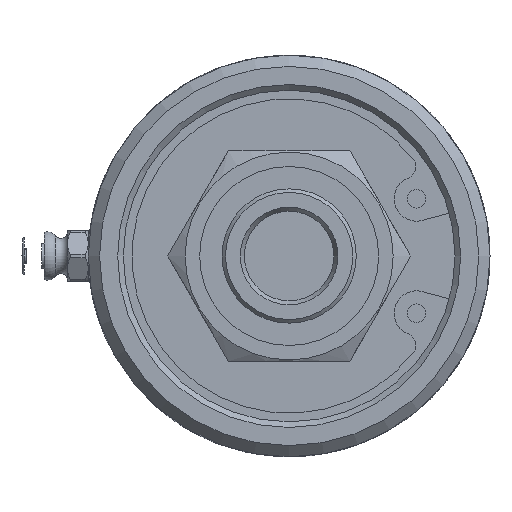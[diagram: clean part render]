
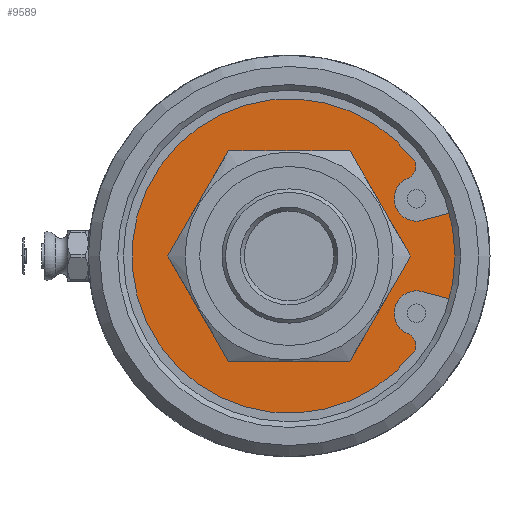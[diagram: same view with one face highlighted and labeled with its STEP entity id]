
A CAD part, left-side view. The second image highlights one B-rep face of the part: STEP entity #9589.
In plain terms, the highlighted planar face has unit normal (-1, 0, 0).
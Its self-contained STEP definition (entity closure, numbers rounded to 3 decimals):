
#427=FACE_BOUND('',#2023,.T.);
#1453=FACE_OUTER_BOUND('',#2022,.T.);
#2022=EDGE_LOOP('',(#7161,#7162,#7163,#7164,#7165,#7166,#7167,#7168));
#2023=EDGE_LOOP('',(#7169,#7170));
#2484=CIRCLE('',#10046,22.303);
#2486=CIRCLE('',#10049,1.758);
#2488=CIRCLE('',#10052,3.17);
#2490=CIRCLE('',#10056,1.758);
#2492=CIRCLE('',#10059,3.17);
#2575=CIRCLE('',#10207,13.9);
#2576=CIRCLE('',#10208,13.9);
#2653=CIRCLE('',#10347,25.375);
#2947=LINE('',#13106,#3423);
#2955=LINE('',#13129,#3431);
#3423=VECTOR('',#10918,10.);
#3431=VECTOR('',#10940,10.);
#3907=VERTEX_POINT('',#13085);
#3908=VERTEX_POINT('',#13087);
#3910=VERTEX_POINT('',#13093);
#3912=VERTEX_POINT('',#13099);
#3914=VERTEX_POINT('',#13105);
#3917=VERTEX_POINT('',#13113);
#3919=VERTEX_POINT('',#13119);
#3922=VERTEX_POINT('',#13127);
#4057=VERTEX_POINT('',#13799);
#4058=VERTEX_POINT('',#13800);
#4898=EDGE_CURVE('',#3908,#3907,#2484,.T.);
#4901=EDGE_CURVE('',#3910,#3908,#2486,.T.);
#4904=EDGE_CURVE('',#3912,#3910,#2488,.T.);
#4907=EDGE_CURVE('',#3914,#3912,#2947,.T.);
#4912=EDGE_CURVE('',#3907,#3917,#2490,.T.);
#4915=EDGE_CURVE('',#3917,#3919,#2492,.T.);
#4919=EDGE_CURVE('',#3919,#3922,#2955,.T.);
#5108=EDGE_CURVE('',#4057,#4058,#2575,.T.);
#5109=EDGE_CURVE('',#4058,#4057,#2576,.T.);
#5285=EDGE_CURVE('',#3914,#3922,#2653,.T.);
#7161=ORIENTED_EDGE('',*,*,#4907,.T.);
#7162=ORIENTED_EDGE('',*,*,#4904,.T.);
#7163=ORIENTED_EDGE('',*,*,#4901,.T.);
#7164=ORIENTED_EDGE('',*,*,#4898,.T.);
#7165=ORIENTED_EDGE('',*,*,#4912,.T.);
#7166=ORIENTED_EDGE('',*,*,#4915,.T.);
#7167=ORIENTED_EDGE('',*,*,#4919,.T.);
#7168=ORIENTED_EDGE('',*,*,#5285,.F.);
#7169=ORIENTED_EDGE('',*,*,#5108,.T.);
#7170=ORIENTED_EDGE('',*,*,#5109,.T.);
#9341=PLANE('',#10346);
#9589=ADVANCED_FACE('',(#1453,#427),#9341,.F.);
#10046=AXIS2_PLACEMENT_3D('',#13088,#10898,#10899);
#10049=AXIS2_PLACEMENT_3D('',#13094,#10905,#10906);
#10052=AXIS2_PLACEMENT_3D('',#13100,#10912,#10913);
#10056=AXIS2_PLACEMENT_3D('',#13115,#10926,#10927);
#10059=AXIS2_PLACEMENT_3D('',#13121,#10933,#10934);
#10207=AXIS2_PLACEMENT_3D('',#13801,#11274,#11275);
#10208=AXIS2_PLACEMENT_3D('',#13802,#11276,#11277);
#10346=AXIS2_PLACEMENT_3D('',#15504,#11598,#11599);
#10347=AXIS2_PLACEMENT_3D('',#15505,#11600,#11601);
#10898=DIRECTION('center_axis',(-1.,0.,0.));
#10899=DIRECTION('ref_axis',(0.,0.796,0.605));
#10905=DIRECTION('center_axis',(-1.,0.,0.));
#10906=DIRECTION('ref_axis',(0.,0.881,-0.473));
#10912=DIRECTION('center_axis',(1.,0.,0.));
#10913=DIRECTION('ref_axis',(0.,-0.259,-0.966));
#10918=DIRECTION('',(0.,0.966,-0.259));
#10926=DIRECTION('center_axis',(-1.,0.,0.));
#10927=DIRECTION('ref_axis',(0.,0.488,-0.873));
#10933=DIRECTION('center_axis',(1.,0.,0.));
#10934=DIRECTION('ref_axis',(0.,0.315,-0.949));
#10940=DIRECTION('',(0.,-0.966,-0.259));
#11274=DIRECTION('center_axis',(1.,0.,0.));
#11275=DIRECTION('ref_axis',(0.,0.,
-1.));
#11276=DIRECTION('center_axis',(1.,0.,0.));
#11277=DIRECTION('ref_axis',(0.,0.,
-1.));
#11598=DIRECTION('center_axis',(1.,0.,0.));
#11599=DIRECTION('ref_axis',(0.,0.,-1.));
#11600=DIRECTION('center_axis',(1.,0.,0.));
#11601=DIRECTION('ref_axis',(0.,1.,0.));
#13085=CARTESIAN_POINT('',(5.217,-17.755,-13.497));
#13087=CARTESIAN_POINT('',(5.217,-17.755,13.497));
#13088=CARTESIAN_POINT('Origin',(5.217,0.,0.));
#13093=CARTESIAN_POINT('',(5.217,-17.064,11.13));
#13094=CARTESIAN_POINT('Origin',(5.217,-16.206,12.665));
#13099=CARTESIAN_POINT('',(5.217,-18.884,5.06));
#13100=CARTESIAN_POINT('Origin',(5.217,-18.064,8.122));
#13105=CARTESIAN_POINT('',(5.217,-24.51,6.568));
#13106=CARTESIAN_POINT('',(5.217,-0.608,0.163));
#13113=CARTESIAN_POINT('',(5.217,-17.064,-11.13));
#13115=CARTESIAN_POINT('Origin',(5.217,-16.206,-12.665));
#13119=CARTESIAN_POINT('',(5.217,-18.884,-5.06));
#13121=CARTESIAN_POINT('Origin',(5.217,-18.064,-8.122));
#13127=CARTESIAN_POINT('',(5.217,-24.51,-6.568));
#13129=CARTESIAN_POINT('',(5.217,-3.421,-0.917));
#13799=CARTESIAN_POINT('',(5.217,0.,-13.9));
#13800=CARTESIAN_POINT('',(5.217,0.,13.9));
#13801=CARTESIAN_POINT('Origin',(5.217,0.,
0.));
#13802=CARTESIAN_POINT('Origin',(5.217,0.,
0.));
#15504=CARTESIAN_POINT('Origin',(5.217,18.938,0.));
#15505=CARTESIAN_POINT('Origin',(5.217,0.,0.));
